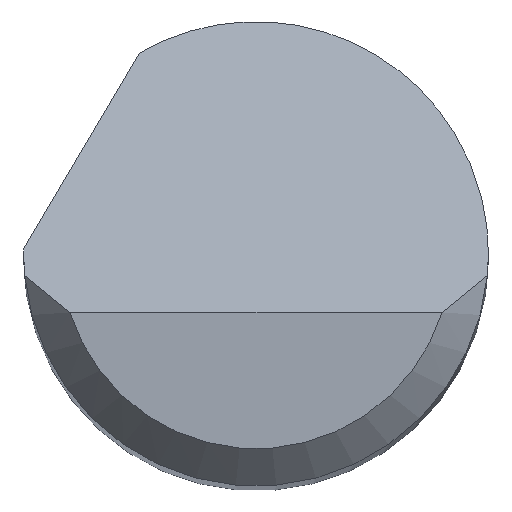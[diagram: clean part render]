
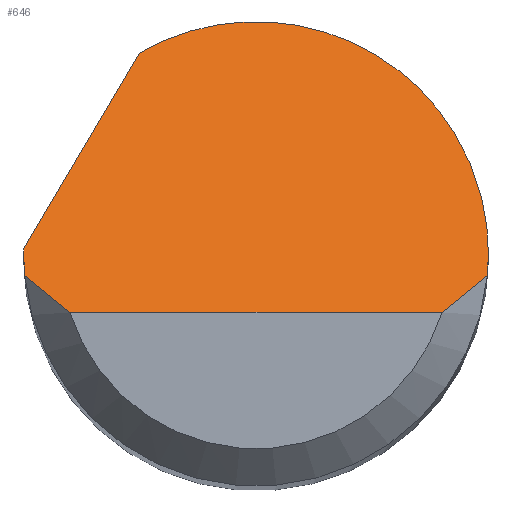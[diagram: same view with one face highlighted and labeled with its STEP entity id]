
A CAD part, top view. The second image highlights one B-rep face of the part: STEP entity #646.
In plain terms, the highlighted planar face has unit normal (0, 0.707, 0.707).
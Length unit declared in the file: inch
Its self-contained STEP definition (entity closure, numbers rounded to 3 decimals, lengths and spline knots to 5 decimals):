
#11 = PLANE ( 'NONE',  #485 ) ;
#19 = DIRECTION ( 'NONE',  ( 0.385, 0.653, -0.653 ) ) ;
#29 = VERTEX_POINT ( 'NONE', #424 ) ;
#32 = EDGE_CURVE ( 'NONE', #29, #687, #714, .T. ) ;
#34 = ORIENTED_EDGE ( 'NONE', *, *, #209, .F. ) ;
#63 = CARTESIAN_POINT ( 'NONE',  ( -0.09361, -0.00584, 1.48209 ) ) ;
#67 = CARTESIAN_POINT ( 'NONE',  ( 0.09375, 0., 1.47625 ) ) ;
#70 = CARTESIAN_POINT ( 'NONE',  ( 0.09375, -0.00292, 1.47917 ) ) ;
#73 = ORIENTED_EDGE ( 'NONE', *, *, #475, .T. ) ;
#85 =( BOUNDED_CURVE ( )  B_SPLINE_CURVE ( 3, ( #682, #528, #363, #368 ),
 .UNSPECIFIED., .F., .F. ) 
 B_SPLINE_CURVE_WITH_KNOTS ( ( 4, 4 ),
 ( 5.75677, 7.85398 ),
 .UNSPECIFIED. ) 
 CURVE ( )  GEOMETRIC_REPRESENTATION_ITEM ( )  RATIONAL_B_SPLINE_CURVE ( ( 1., 0.666, 0.666, 1. ) ) 
 REPRESENTATION_ITEM ( '' )  );
#90 = DIRECTION ( 'NONE',  ( 0., -0.707, -0.707 ) ) ;
#105 = VERTEX_POINT ( 'NONE', #631 ) ;
#109 = VECTOR ( 'NONE', #690, 39.37008 ) ;
#117 = CARTESIAN_POINT ( 'NONE',  ( -0.09375, -0.00292, 1.47917 ) ) ;
#121 = CARTESIAN_POINT ( 'NONE',  ( 0.07508, -0.02375, 1.5 ) ) ;
#123 = CARTESIAN_POINT ( 'NONE',  ( -0.09374, 0.00133, 1.47492 ) ) ;
#131 = CARTESIAN_POINT ( 'NONE',  ( -0.09375, 0., 1.47625 ) ) ;
#134 = CARTESIAN_POINT ( 'NONE',  ( -0.07508, -0.02375, 1.5 ) ) ;
#153 = CARTESIAN_POINT ( 'NONE',  ( 0., -0.02375, 1.5 ) ) ;
#156 = ORIENTED_EDGE ( 'NONE', *, *, #619, .F. ) ;
#165 = B_SPLINE_CURVE_WITH_KNOTS ( 'NONE', 3,
 ( #205, #717, #187, #134 ),
 .UNSPECIFIED., .F., .F.,
 ( 4, 4 ),
 ( 0., 0.00071 ),
 .UNSPECIFIED. ) ;
#166 = CARTESIAN_POINT ( 'NONE',  ( 0.09334, -0.00875, 1.485 ) ) ;
#187 = CARTESIAN_POINT ( 'NONE',  ( -0.08157, -0.019, 1.49525 ) ) ;
#188 = CARTESIAN_POINT ( 'NONE',  ( -0.07508, -0.02375, 1.5 ) ) ;
#196 = CARTESIAN_POINT ( 'NONE',  ( 0.09334, -0.00875, 1.485 ) ) ;
#205 = CARTESIAN_POINT ( 'NONE',  ( -0.09334, -0.00875, 1.485 ) ) ;
#209 = EDGE_CURVE ( 'NONE', #637, #450, #303, .T. ) ;
#213 = CARTESIAN_POINT ( 'NONE',  ( -0.09373, 0.002, 1.47425 ) ) ;
#239 = CARTESIAN_POINT ( 'NONE',  ( -0.09375, 0., 1.47625 ) ) ;
#248 = B_SPLINE_CURVE_WITH_KNOTS ( 'NONE', 3,
 ( #388, #618, #274, #166 ),
 .UNSPECIFIED., .F., .F.,
 ( 4, 4 ),
 ( 0., 0.00071 ),
 .UNSPECIFIED. ) ;
#259 = CARTESIAN_POINT ( 'NONE',  ( -0.0471, 0.08106, 1.39519 ) ) ;
#267 = VERTEX_POINT ( 'NONE', #188 ) ;
#274 = CARTESIAN_POINT ( 'NONE',  ( 0.08761, -0.01397, 1.49022 ) ) ;
#303 =( BOUNDED_CURVE ( )  B_SPLINE_CURVE ( 3, ( #239, #486, #123, #372 ),
 .UNSPECIFIED., .F., .F. ) 
 B_SPLINE_CURVE_WITH_KNOTS ( ( 4, 4 ),
 ( 4.71239, 4.73372 ),
 .UNSPECIFIED. ) 
 CURVE ( )  GEOMETRIC_REPRESENTATION_ITEM ( )  RATIONAL_B_SPLINE_CURVE ( ( 1., 1., 1., 1. ) ) 
 REPRESENTATION_ITEM ( '' )  );
#323 = CARTESIAN_POINT ( 'NONE',  ( 0.09334, -0.00875, 1.485 ) ) ;
#328 = FACE_OUTER_BOUND ( 'NONE', #506, .T. ) ;
#362 = ORIENTED_EDGE ( 'NONE', *, *, #582, .T. ) ;
#363 = CARTESIAN_POINT ( 'NONE',  ( 0.09375, 0.08136, 1.39489 ) ) ;
#365 =( BOUNDED_CURVE ( )  B_SPLINE_CURVE ( 3, ( #591, #63, #117, #597 ),
 .UNSPECIFIED., .F., .T. ) 
 B_SPLINE_CURVE_WITH_KNOTS ( ( 4, 4 ),
 ( 4.61892, 4.71239 ),
 .UNSPECIFIED. ) 
 CURVE ( )  GEOMETRIC_REPRESENTATION_ITEM ( )  RATIONAL_B_SPLINE_CURVE ( ( 1., 0.999, 0.999, 1. ) ) 
 REPRESENTATION_ITEM ( '' )  );
#367 = ORIENTED_EDGE ( 'NONE', *, *, #696, .T. ) ;
#368 = CARTESIAN_POINT ( 'NONE',  ( 0.09375, 0., 1.47625 ) ) ;
#372 = CARTESIAN_POINT ( 'NONE',  ( -0.09373, 0.002, 1.47425 ) ) ;
#388 = CARTESIAN_POINT ( 'NONE',  ( 0.07508, -0.02375, 1.5 ) ) ;
#414 = ORIENTED_EDGE ( 'NONE', *, *, #676, .F. ) ;
#424 = CARTESIAN_POINT ( 'NONE',  ( 0.09375, 0., 1.47625 ) ) ;
#450 = VERTEX_POINT ( 'NONE', #213 ) ;
#457 = LINE ( 'NONE', #153, #109 ) ;
#475 = EDGE_CURVE ( 'NONE', #596, #687, #248, .T. ) ;
#485 = AXIS2_PLACEMENT_3D ( 'NONE', #621, #90, #492 ) ;
#486 = CARTESIAN_POINT ( 'NONE',  ( -0.09375, 0.00067, 1.47558 ) ) ;
#492 = DIRECTION ( 'NONE',  ( 0., 0.707, -0.707 ) ) ;
#496 = EDGE_CURVE ( 'NONE', #701, #29, #85, .T. ) ;
#506 = EDGE_LOOP ( 'NONE', ( #362, #73, #741, #689, #414, #34, #156, #367 ) ) ;
#528 = CARTESIAN_POINT ( 'NONE',  ( 0.02324, 0.12193, 1.35432 ) ) ;
#559 = CARTESIAN_POINT ( 'NONE',  ( 0.09361, -0.00584, 1.48209 ) ) ;
#578 = VECTOR ( 'NONE', #19, 39.37008 ) ;
#582 = EDGE_CURVE ( 'NONE', #267, #596, #457, .T. ) ;
#591 = CARTESIAN_POINT ( 'NONE',  ( -0.09334, -0.00875, 1.485 ) ) ;
#596 = VERTEX_POINT ( 'NONE', #121 ) ;
#597 = CARTESIAN_POINT ( 'NONE',  ( -0.09375, 0., 1.47625 ) ) ;
#618 = CARTESIAN_POINT ( 'NONE',  ( 0.08157, -0.019, 1.49525 ) ) ;
#619 = EDGE_CURVE ( 'NONE', #105, #637, #365, .T. ) ;
#621 = CARTESIAN_POINT ( 'NONE',  ( -0.09375, -0.02375, 1.5 ) ) ;
#631 = CARTESIAN_POINT ( 'NONE',  ( -0.09334, -0.00875, 1.485 ) ) ;
#637 = VERTEX_POINT ( 'NONE', #131 ) ;
#646 = ADVANCED_FACE ( 'NONE', ( #328 ), #11, .F. ) ;
#669 = LINE ( 'NONE', #721, #578 ) ;
#676 = EDGE_CURVE ( 'NONE', #450, #701, #669, .T. ) ;
#682 = CARTESIAN_POINT ( 'NONE',  ( -0.0471, 0.08106, 1.39519 ) ) ;
#687 = VERTEX_POINT ( 'NONE', #196 ) ;
#689 = ORIENTED_EDGE ( 'NONE', *, *, #496, .F. ) ;
#690 = DIRECTION ( 'NONE',  ( 1., 0., 0. ) ) ;
#696 = EDGE_CURVE ( 'NONE', #105, #267, #165, .T. ) ;
#701 = VERTEX_POINT ( 'NONE', #259 ) ;
#714 =( BOUNDED_CURVE ( )  B_SPLINE_CURVE ( 3, ( #67, #70, #559, #323 ),
 .UNSPECIFIED., .F., .F. ) 
 B_SPLINE_CURVE_WITH_KNOTS ( ( 4, 4 ),
 ( 1.5708, 1.66427 ),
 .UNSPECIFIED. ) 
 CURVE ( )  GEOMETRIC_REPRESENTATION_ITEM ( )  RATIONAL_B_SPLINE_CURVE ( ( 1., 0.999, 0.999, 1. ) ) 
 REPRESENTATION_ITEM ( '' )  );
#717 = CARTESIAN_POINT ( 'NONE',  ( -0.08761, -0.01397, 1.49022 ) ) ;
#721 = CARTESIAN_POINT ( 'NONE',  ( -0.10667, -0.01994, 1.49619 ) ) ;
#741 = ORIENTED_EDGE ( 'NONE', *, *, #32, .F. ) ;
